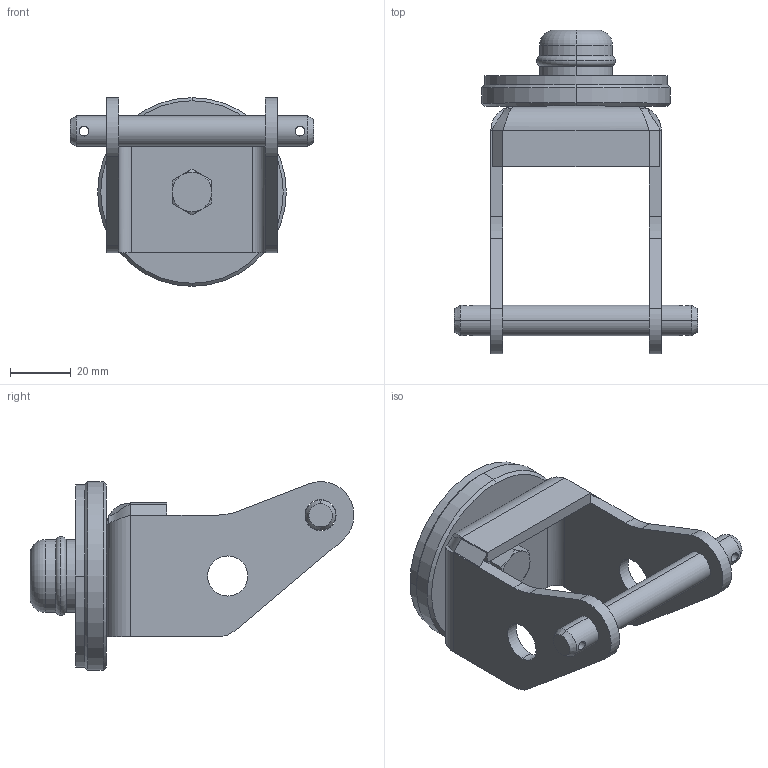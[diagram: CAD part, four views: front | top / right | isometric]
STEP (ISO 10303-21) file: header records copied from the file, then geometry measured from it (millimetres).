
FILE_DESCRIPTION((''),'2;1');
FILE_NAME('TESLA_CAR-JACK_ADAPTER_ASM','2020-11-07T23:55:51',('OliverUrem'),(''),'CREO PARAMETRIC BY PTC INC, 2020053','CREO PARAMETRIC BY PTC INC, 2020053','');
FILE_SCHEMA(('AUTOMOTIVE_DESIGN { 1 0 10303 214 1 1 1 1 }'));
Length unit declared in the file: millimetre
Products named in the file (7): CAR-JACK_SUPPORT; HEXAGON_BOLT; PIN; TESLA_FIT; O-RING; SOFT_SUPPORT; TESLA_CAR-JACK_ADAPTER_ASM
Assembly tree (6 placements, depth 2):
  TESLA_CAR-JACK_ADAPTER_ASM
    CAR-JACK_SUPPORT
    HEXAGON_BOLT
    PIN
    TESLA_FIT
    O-RING
    SOFT_SUPPORT
Bounding box: 80 x 106.49 x 62 mm (x, y, z)
Volume: 73319.1 mm3; surface area: 38523.9 mm2
Topology: 6 solids, 12 shells, 175 faces, 456 edges, 320 vertices
Faces by surface type: cylinder 86, plane 45, cone 20, bspline 18, torus 6
Entity records: 12591 total; most frequent: CARTESIAN_POINT 6952, ORIENTED_EDGE 844, DIRECTION 813, EDGE_CURVE 434, PRESENTATION_STYLE_ASSIGNMENT 332, STYLED_ITEM 332, CURVE_STYLE 312, AXIS2_PLACEMENT_3D 305
